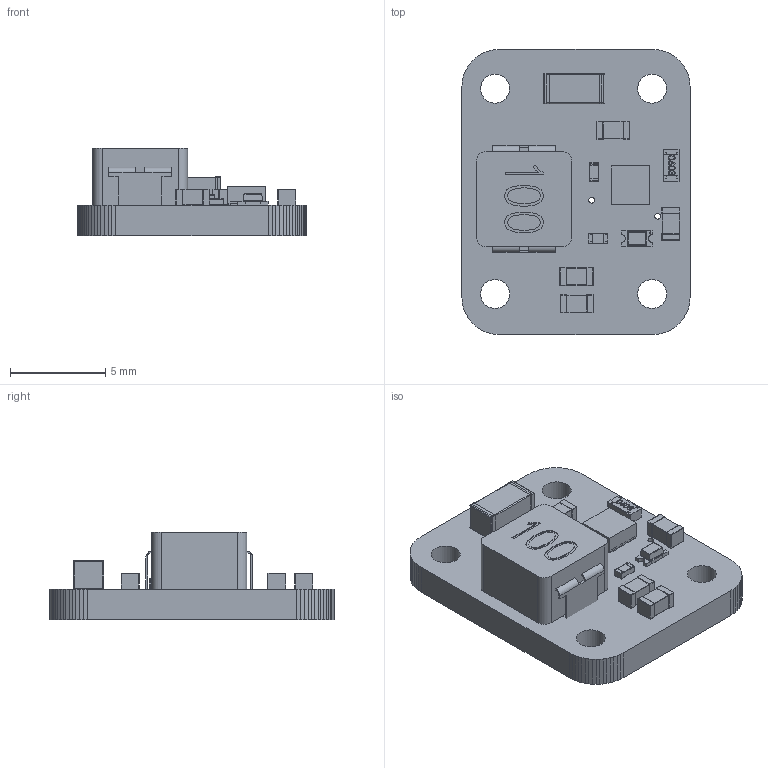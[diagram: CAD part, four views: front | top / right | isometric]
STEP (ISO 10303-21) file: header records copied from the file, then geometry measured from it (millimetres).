
FILE_DESCRIPTION(('PCB Model'),'2;1');
FILE_NAME('10337.STEP','2026-03-14T13:06:52',('Pritesh'),( 'Unspecified'),'Open CASCADE STEP processor 7.6','Proteus','Unknown' );
FILE_SCHEMA(('AUTOMOTIVE_DESIGN { 1 0 10303 214 1 1 1 1 }'));
Length unit declared in the file: millimetre
Products named in the file (66): Proteus PCB Model; Board; U1; Package; Body_1; FRAME; SOLID; MOLD; C1; Part 3; Part 2; Part 1; C5; =>[0:1:1:3]; =>[0:1:1:4]; =>[0:1:1:5]; =>[0:1:1:6]; L1; C4; C3; R1; C6; C2; R2; D1; NAUO1; NAUO2; NAUO3; NAUO4; NAUO5
Assembly tree (68 placements, depth 6):
  Proteus PCB Model
    Board
    U1
      Package
        Body_1
          FRAME
            SOLID
            SOLID
            SOLID
            SOLID
            SOLID
            SOLID
            SOLID
            SOLID
            SOLID
          MOLD
    C1
      Package
        Body_1
          Part 3
          Part 2
          Part 1
    C5
      Package
        Body_1
          =>[0:1:1:3]
          =>[0:1:1:4]
          =>[0:1:1:5]
          =>[0:1:1:6]
    L1
      Package
        Body_1
    C4
      Package
        Body_1
          =>[0:1:1:3]
          =>[0:1:1:4]
          =>[0:1:1:5]
          =>[0:1:1:6]
    C3
      Package
        Body_1
          =>[0:1:1:3]
          =>[0:1:1:4]
          =>[0:1:1:5]
          =>[0:1:1:6]
    R1
      Package
        Body_1
          =>[0:1:1:3]
          =>[0:1:1:4]
          =>[0:1:1:5]
          =>[0:1:1:6]
    C6
      Package
        Body_1
          =>[0:1:1:3]
          =>[0:1:1:4]
          =>[0:1:1:5]
          =>[0:1:1:6]
Bounding box: 12 x 15 x 4.61 mm (x, y, z)
Volume: 366.8 mm3; surface area: 702.2 mm2
Topology: 46 solids, 47 shells, 1143 faces, 2903 edges, 1786 vertices
Faces by surface type: plane 809, cylinder 217, sphere 76, bspline 41
Full cylindrical faces by diameter (mm): 0.3 x2, 1.524 x4
Entity records: 30893 total; most frequent: CARTESIAN_POINT 7140, ORIENTED_EDGE 3906, DIRECTION 3602, EDGE_CURVE 1954, LINE 1678, VECTOR 1678, VERTEX_POINT 1264, AXIS2_PLACEMENT_3D 962
